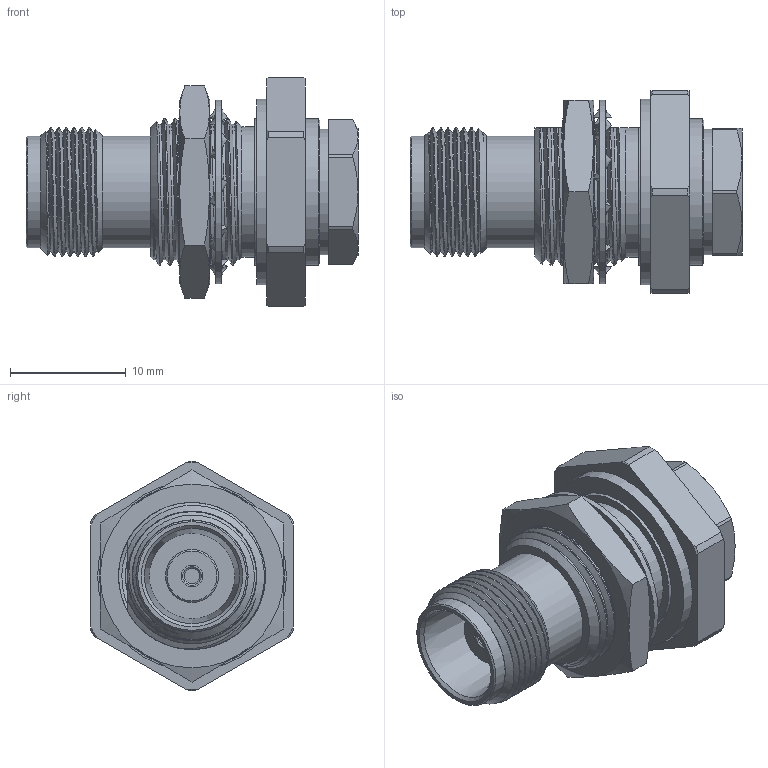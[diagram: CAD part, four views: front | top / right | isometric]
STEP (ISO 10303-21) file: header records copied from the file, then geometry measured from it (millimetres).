
FILE_DESCRIPTION (( 'STEP AP203' ), '1' );
FILE_NAME ('PE44176_3D.step', '2020-09-18T20:28:28', ( '' ), ( '' ), 'SwSTEP 2.0', 'SolidWorks 2018', '' );
FILE_SCHEMA (( 'CONFIG_CONTROL_DESIGN' ));
Length unit declared in the file: inch
Products named in the file (1): PE44176_3D
Bounding box: 28.7 x 17.5 x 19.85 mm (x, y, z)
Volume: 3330.7 mm3; surface area: 3298.9 mm2
Topology: 4 solids, 4 shells, 247 faces, 682 edges, 455 vertices
Faces by surface type: plane 75, bspline 75, cylinder 50, cone 47
Full cylindrical faces by diameter (mm): 1.346 x1, 1.854 x1, 2.921 x1, 4.572 x1, 9.652 x2, 10.883 x1, 12.7 x2, 12.963 x1, 15.875 x1, 16.011 x1, 16.317 x1
Entity records: 21918 total; most frequent: CARTESIAN_POINT 16509, ORIENTED_EDGE 1308, DIRECTION 811, EDGE_CURVE 654, VERTEX_POINT 448, AXIS2_PLACEMENT_3D 334, B_SPLINE_CURVE_WITH_KNOTS 287, EDGE_LOOP 286
